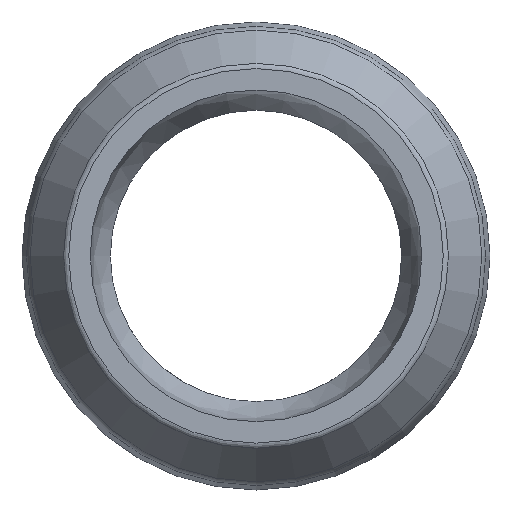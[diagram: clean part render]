
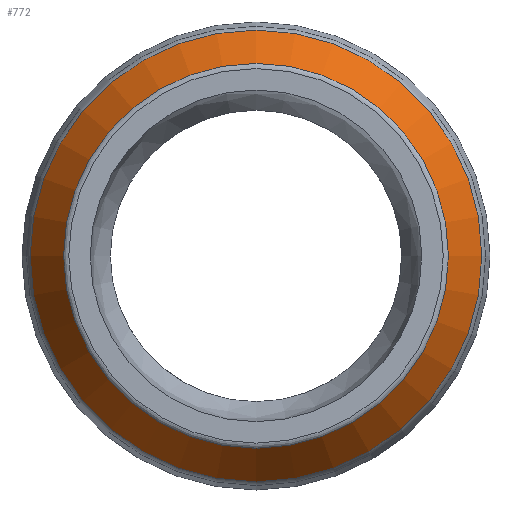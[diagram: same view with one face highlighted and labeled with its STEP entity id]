
A CAD part, top view. The second image highlights one B-rep face of the part: STEP entity #772.
In plain terms, the highlighted conical face has half-angle 33.264 degrees and reference radius 20.24 mm.
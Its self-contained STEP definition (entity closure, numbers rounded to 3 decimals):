
#24=CONICAL_SURFACE('',#890,20.24,0.581);
#102=LINE('',#1619,#138);
#138=VECTOR('',#1138,20.24);
#200=FACE_OUTER_BOUND('',#261,.T.);
#261=EDGE_LOOP('',(#699,#700,#701,#702));
#324=CIRCLE('',#888,18.628);
#326=CIRCLE('',#891,21.853);
#396=VERTEX_POINT('',#1613);
#397=VERTEX_POINT('',#1617);
#497=EDGE_CURVE('',#396,#396,#324,.T.);
#499=EDGE_CURVE('',#397,#397,#326,.T.);
#500=EDGE_CURVE('',#397,#396,#102,.T.);
#699=ORIENTED_EDGE('',*,*,#499,.F.);
#700=ORIENTED_EDGE('',*,*,#500,.T.);
#701=ORIENTED_EDGE('',*,*,#497,.T.);
#702=ORIENTED_EDGE('',*,*,#500,.F.);
#772=ADVANCED_FACE('',(#200),#24,.T.);
#888=AXIS2_PLACEMENT_3D('',#1614,#1130,#1131);
#890=AXIS2_PLACEMENT_3D('',#1616,#1134,#1135);
#891=AXIS2_PLACEMENT_3D('',#1618,#1136,#1137);
#1130=DIRECTION('center_axis',(0.,0.,
-1.));
#1131=DIRECTION('ref_axis',(1.,0.,0.));
#1134=DIRECTION('center_axis',(0.,0.,
-1.));
#1135=DIRECTION('ref_axis',(-1.,0.,0.));
#1136=DIRECTION('center_axis',(0.,0.,
-1.));
#1137=DIRECTION('ref_axis',(1.,0.,0.));
#1138=DIRECTION('',(-0.549,0.,0.836));
#1613=CARTESIAN_POINT('',(48.352,-77.007,26.129));
#1614=CARTESIAN_POINT('Origin',(29.724,-77.007,26.129));
#1616=CARTESIAN_POINT('Origin',(29.724,-77.007,23.671));
#1617=CARTESIAN_POINT('',(51.577,-77.007,21.213));
#1618=CARTESIAN_POINT('Origin',(29.724,-77.007,21.213));
#1619=CARTESIAN_POINT('',(49.964,-77.007,23.671));
